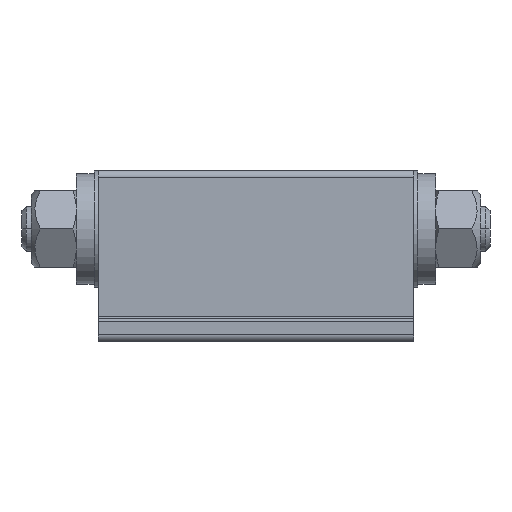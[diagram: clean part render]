
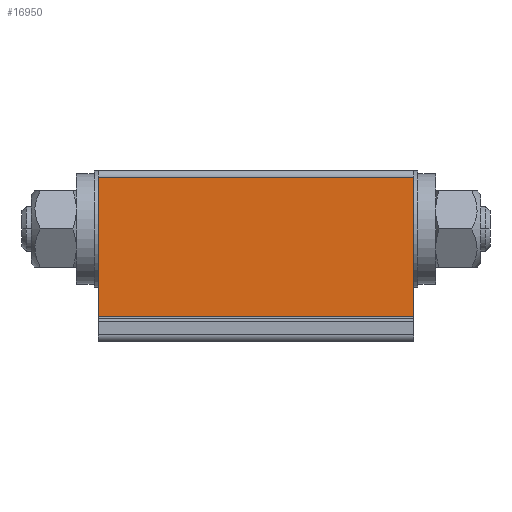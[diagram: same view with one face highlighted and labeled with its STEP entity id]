
A CAD part, front view. The second image highlights one B-rep face of the part: STEP entity #16950.
In plain terms, the highlighted planar face has unit normal (0, -1, 0).
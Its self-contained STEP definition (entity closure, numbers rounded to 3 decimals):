
#13090=CARTESIAN_POINT('',(-31.5,39.,0.));
#13100=VERTEX_POINT('',#13090);
#13150=CARTESIAN_POINT('',(0.,39.,0.));
#13160=DIRECTION('',(-1.,0.,0.));
#13170=VECTOR('',#13160,1.);
#13180=LINE('',#13150,#13170);
#13190=CARTESIAN_POINT('',(-0.5,39.,0.));
#13200=VERTEX_POINT('',#13190);
#13210=EDGE_CURVE('',#13200,#13100,#13180,.T.);
#15040=CARTESIAN_POINT('',(-31.5,39.,70.));
#15050=VERTEX_POINT('',#15040);
#16160=CARTESIAN_POINT('',(-0.5,39.,70.));
#16170=VERTEX_POINT('',#16160);
#16200=CARTESIAN_POINT('',(0.,39.,70.));
#16210=DIRECTION('',(-1.,0.,0.));
#16220=VECTOR('',#16210,1.);
#16230=LINE('',#16200,#16220);
#16240=EDGE_CURVE('',#16170,#15050,#16230,.T.);
#16740=CARTESIAN_POINT('',(0.,39.,0.));
#16750=DIRECTION('',(-0.,-1.,-0.));
#16760=DIRECTION('',(-1.,0.,0.));
#16770=AXIS2_PLACEMENT_3D('',#16740,#16750,#16760);
#16780=PLANE('',#16770);
#16790=ORIENTED_EDGE('',*,*,#16240,.T.);
#16800=CARTESIAN_POINT('',(-0.5,39.,0.));
#16810=DIRECTION('',(0.,0.,1.));
#16820=VECTOR('',#16810,1.);
#16830=LINE('',#16800,#16820);
#16840=EDGE_CURVE('',#13200,#16170,#16830,.T.);
#16850=ORIENTED_EDGE('',*,*,#16840,.T.);
#16860=ORIENTED_EDGE('',*,*,#13210,.F.);
#16870=CARTESIAN_POINT('',(-31.5,39.,0.));
#16880=DIRECTION('',(0.,0.,1.));
#16890=VECTOR('',#16880,1.);
#16900=LINE('',#16870,#16890);
#16910=EDGE_CURVE('',#13100,#15050,#16900,.T.);
#16920=ORIENTED_EDGE('',*,*,#16910,.F.);
#16930=EDGE_LOOP('',(#16920,#16860,#16850,#16790));
#16940=FACE_OUTER_BOUND('',#16930,.T.);
#16950=ADVANCED_FACE('',(#16940),#16780,.T.);
